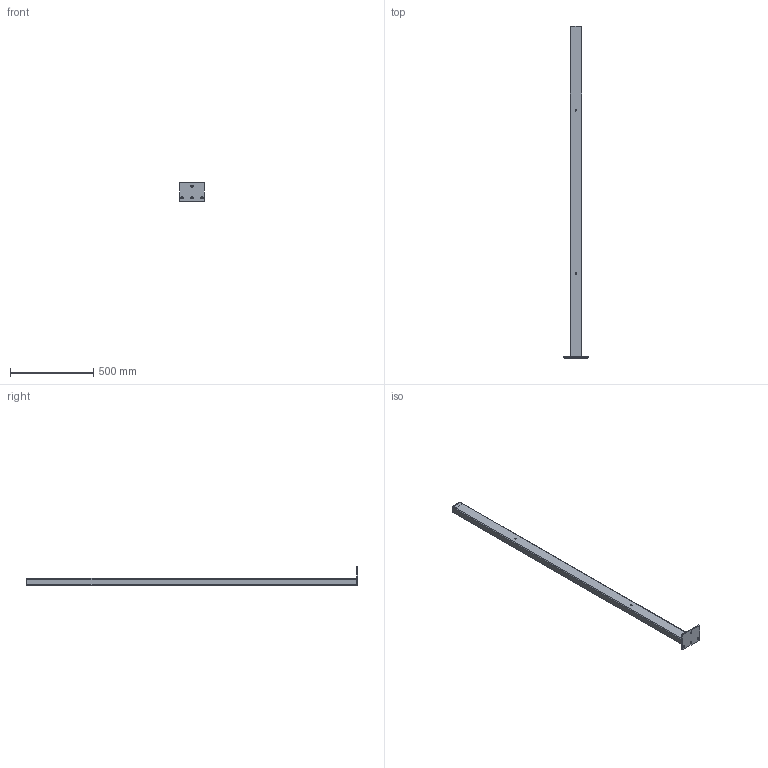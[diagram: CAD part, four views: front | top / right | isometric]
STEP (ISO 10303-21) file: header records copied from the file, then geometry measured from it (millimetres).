
FILE_DESCRIPTION (( 'STEP AP214' ), '1' );
FILE_NAME ('0010849.step', '2022-08-16T10:58:00', ( '' ), ( '' ), 'SwSTEP 2.0', 'SolidWorks 2020', '' );
FILE_SCHEMA (( 'AUTOMOTIVE_DESIGN' ));
Length unit declared in the file: millimetre
Products named in the file (1): 0010849
Bounding box: 149.36 x 1993 x 110 mm (x, y, z)
Volume: 1210965 mm3; surface area: 858557.1 mm2
Topology: 3 solids, 3 shells, 71 faces, 184 edges, 120 vertices
Faces by surface type: cylinder 40, plane 27, bspline 4
Entity records: 3107 total; most frequent: CARTESIAN_POINT 448, DIRECTION 396, ORIENTED_EDGE 368, EDGE_CURVE 184, AXIS2_PLACEMENT_3D 148, VERTEX_POINT 120, LINE 100, VECTOR 100
